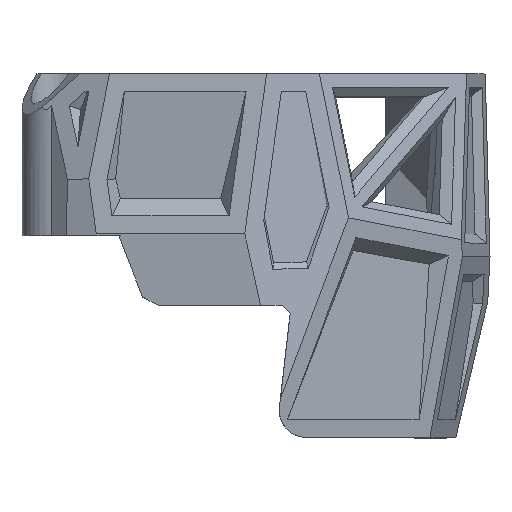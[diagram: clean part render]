
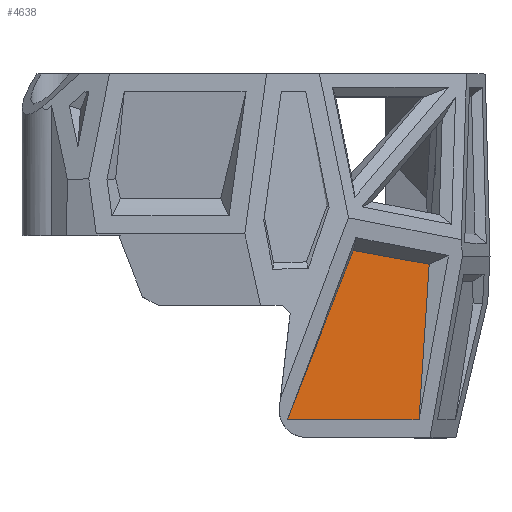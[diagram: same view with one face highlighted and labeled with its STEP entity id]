
A CAD part, top view. The second image highlights one B-rep face of the part: STEP entity #4638.
In plain terms, the highlighted planar face has unit normal (0.627, -0.06, 0.777).
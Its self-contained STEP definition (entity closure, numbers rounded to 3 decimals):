
#195 = LINE ( 'NONE', #1274, #5433 ) ;
#627 = ORIENTED_EDGE ( 'NONE', *, *, #4945, .F. ) ;
#652 = CARTESIAN_POINT ( 'NONE',  ( -109.228, 84.555, -31.877 ) ) ;
#950 = VECTOR ( 'NONE', #3862, 1000. ) ;
#1067 = EDGE_CURVE ( 'NONE', #6406, #5271, #2289, .T. ) ;
#1274 = CARTESIAN_POINT ( 'NONE',  ( -109.228, 84.555, -31.877 ) ) ;
#1763 = ORIENTED_EDGE ( 'NONE', *, *, #6789, .T. ) ;
#1813 = VERTEX_POINT ( 'NONE', #652 ) ;
#2190 = VERTEX_POINT ( 'NONE', #2946 ) ;
#2208 = LINE ( 'NONE', #4407, #950 ) ;
#2289 = LINE ( 'NONE', #4448, #4235 ) ;
#2463 = CARTESIAN_POINT ( 'NONE',  ( -61.616, 5.887, -76.361 ) ) ;
#2572 = ORIENTED_EDGE ( 'NONE', *, *, #1067, .F. ) ;
#2791 = ORIENTED_EDGE ( 'NONE', *, *, #3134, .F. ) ;
#2931 = DIRECTION ( 'NONE',  ( 0.627, -0.06, 0.777 ) ) ;
#2946 = CARTESIAN_POINT ( 'NONE',  ( -101.914, 103.362, -36.329 ) ) ;
#3134 = EDGE_CURVE ( 'NONE', #2190, #6406, #6474, .T. ) ;
#3862 = DIRECTION ( 'NONE',  ( 0.354, 0.91, -0.215 ) ) ;
#3938 = AXIS2_PLACEMENT_3D ( 'NONE', #2463, #2931, #4648 ) ;
#3957 = CARTESIAN_POINT ( 'NONE',  ( -94.59, 84.555, -43.689 ) ) ;
#3965 = CARTESIAN_POINT ( 'NONE',  ( -93.463, 101.855, -43.265 ) ) ;
#4048 = DIRECTION ( 'NONE',  ( 0.778, 0., -0.628 ) ) ;
#4123 = CARTESIAN_POINT ( 'NONE',  ( -92.458, 101.675, -44.089 ) ) ;
#4235 = VECTOR ( 'NONE', #6655, 1000. ) ;
#4259 = VECTOR ( 'NONE', #6978, 1000. ) ;
#4407 = CARTESIAN_POINT ( 'NONE',  ( -101.561, 104.27, -36.544 ) ) ;
#4448 = CARTESIAN_POINT ( 'NONE',  ( -94.59, 84.555, -43.689 ) ) ;
#4638 = ADVANCED_FACE ( 'NONE', ( #6784 ), #5197, .T. ) ;
#4648 = DIRECTION ( 'NONE',  ( 0.778, 0., -0.628 ) ) ;
#4945 = EDGE_CURVE ( 'NONE', #1813, #2190, #2208, .T. ) ;
#5197 = PLANE ( 'NONE',  #3938 ) ;
#5271 = VERTEX_POINT ( 'NONE', #3957 ) ;
#5433 = VECTOR ( 'NONE', #4048, 1000. ) ;
#6406 = VERTEX_POINT ( 'NONE', #3965 ) ;
#6474 = LINE ( 'NONE', #4123, #4259 ) ;
#6655 = DIRECTION ( 'NONE',  ( -0.065, -0.998, -0.024 ) ) ;
#6784 = FACE_OUTER_BOUND ( 'NONE', #7136, .T. ) ;
#6789 = EDGE_CURVE ( 'NONE', #1813, #5271, #195, .T. ) ;
#6978 = DIRECTION ( 'NONE',  ( 0.766, -0.137, -0.628 ) ) ;
#7136 = EDGE_LOOP ( 'NONE', ( #2572, #2791, #627, #1763 ) ) ;
